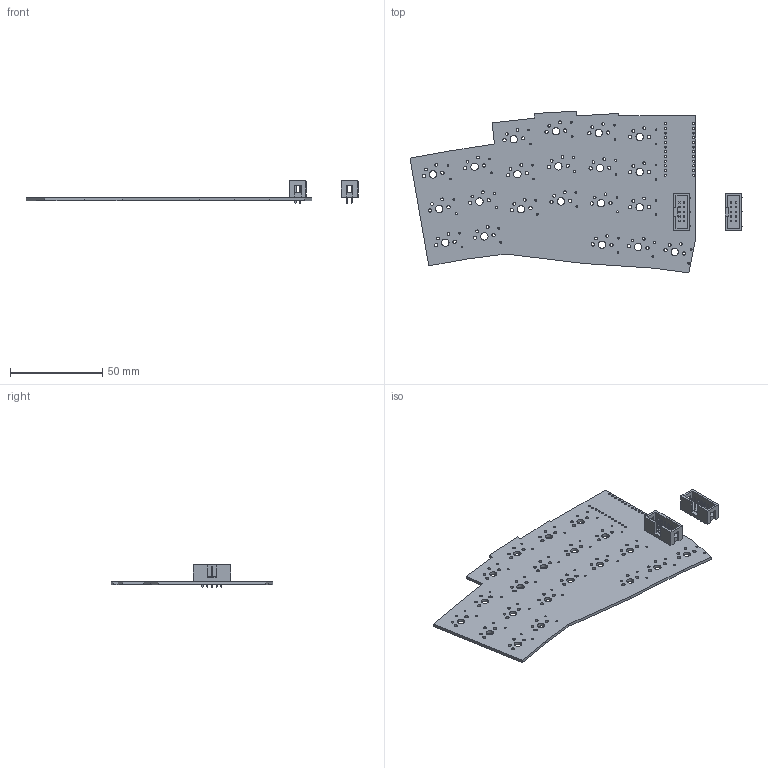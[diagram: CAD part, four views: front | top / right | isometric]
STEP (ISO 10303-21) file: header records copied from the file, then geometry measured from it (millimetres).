
FILE_DESCRIPTION(('KiCad electronic assembly'),'2;1');
FILE_NAME('kibod-01.step','2021-12-31T14:44:59',('An Author'),( 'A Company'),'Open CASCADE STEP processor 7.5', 'KiCad to STEP converter','Unknown');
FILE_SCHEMA(('AUTOMOTIVE_DESIGN { 1 0 10303 214 1 1 1 1 }'));
Length unit declared in the file: millimetre
Products named in the file (4): Open CASCADE STEP translator 7.5 1; IDC-Header_2x05_P2.54mm_Vertical; SOLID; COMPOUND
Assembly tree (4 placements, depth 3):
  Open CASCADE STEP translator 7.5 1
    IDC-Header_2x05_P2.54mm_Vertical  x2
      SOLID
    COMPOUND
Bounding box: 179.94 x 87.63 x 12.1 mm (x, y, z)
Volume: 18643.2 mm3; surface area: 26266.6 mm2
Topology: 3 solids, 3 shells, 647 faces, 1643 edges, 1046 vertices
Faces by surface type: plane 448, cylinder 199
Full cylindrical faces by diameter (mm): 0.991 x42, 1 x12, 1.016 x10, 1.092 x24, 1.5 x42, 1.8 x42, 3.988 x21
Entity records: 30164 total; most frequent: DIRECTION 4603, CARTESIAN_POINT 4595, LINE 2597, VECTOR 2597, ORIENTED_EDGE 2246, PCURVE 2246, DEFINITIONAL_REPRESENTATION 2246, EDGE_CURVE 1123
